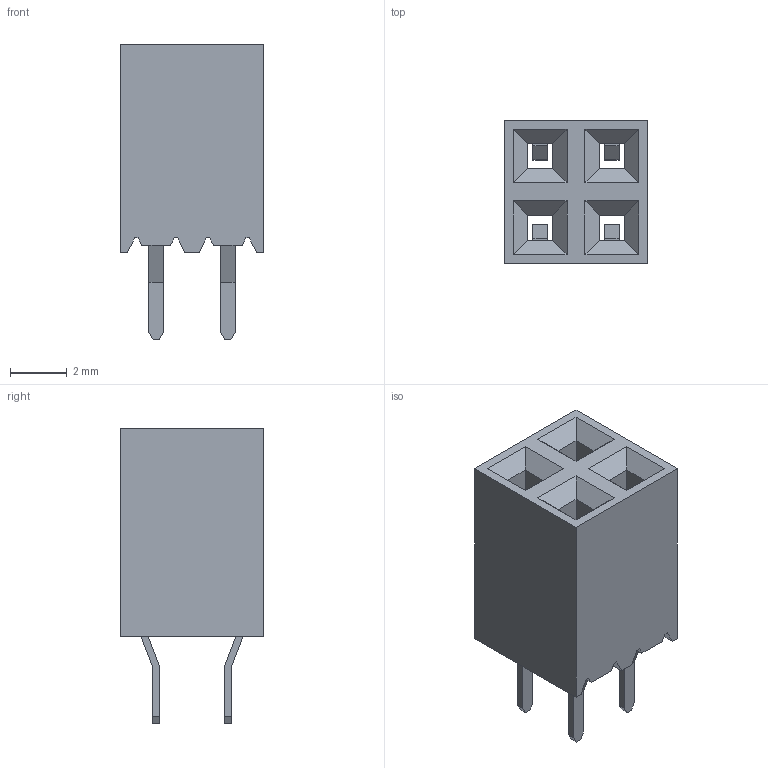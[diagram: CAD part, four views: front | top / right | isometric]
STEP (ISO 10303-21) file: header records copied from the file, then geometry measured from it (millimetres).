
FILE_DESCRIPTION((''),'2;1');
FILE_NAME('SAMTEC_BCS-102-L-D-TE.stp','2012-07-26T13:16:43',(''),(''),'Mechanical Desktop 2011','Mechanical Desktop 2011',', , ');
FILE_SCHEMA(('AUTOMOTIVE_DESIGN { 1 2 10303 214 1 1 1 1 }'));
Length unit declared in the file: millimetre
Products named in the file (1): Product
Bounding box: 5.08 x 5.08 x 10.46 mm (x, y, z)
Volume: 160.5 mm3; surface area: 322.1 mm2
Topology: 5 solids, 5 shells, 94 faces, 236 edges, 152 vertices
Faces by surface type: plane 94
Entity records: 2796 total; most frequent: CARTESIAN_POINT 483, ORIENTED_EDGE 472, DIRECTION 426, VECTOR 236, LINE 236, EDGE_CURVE 236, VERTEX_POINT 152, EDGE_LOOP 102
